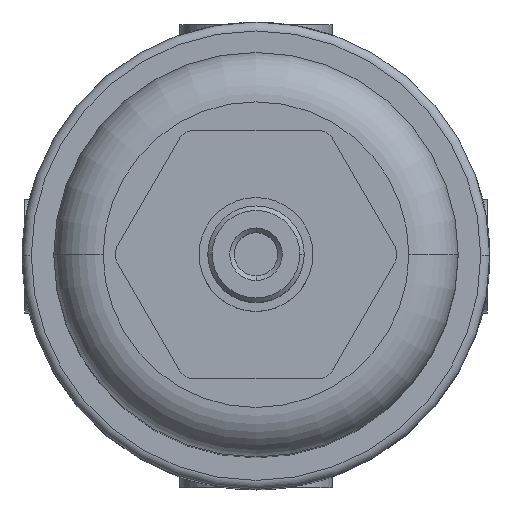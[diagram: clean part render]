
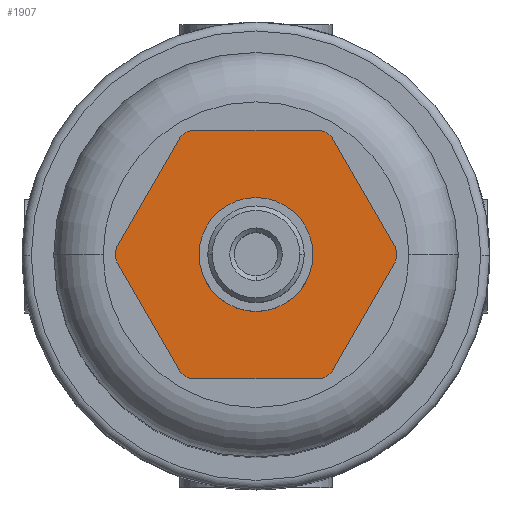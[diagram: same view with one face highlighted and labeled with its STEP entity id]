
A CAD part, top view. The second image highlights one B-rep face of the part: STEP entity #1907.
In plain terms, the highlighted planar face has unit normal (0, 0, 1).
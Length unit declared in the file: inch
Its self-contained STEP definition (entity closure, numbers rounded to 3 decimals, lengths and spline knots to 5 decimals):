
#222=CARTESIAN_POINT('',(0.,0.,5.468));
#223=DIRECTION('',(0.,0.,1.));
#224=DIRECTION('',(1.,0.,0.));
#225=AXIS2_PLACEMENT_3D('',#222,#223,#224);
#227=CARTESIAN_POINT('',(0.,0.,5.468));
#228=DIRECTION('',(0.,0.,-1.));
#229=DIRECTION('',(1.,0.,0.));
#230=AXIS2_PLACEMENT_3D('',#227,#228,#229);
#232=DIRECTION('',(1.,0.,0.));
#233=VECTOR('',#232,0.40992);
#234=CARTESIAN_POINT('',(-0.20496,0.415,5.468));
#235=LINE('',#234,#233);
#236=CARTESIAN_POINT('',(0.20496,0.355,5.468));
#237=DIRECTION('',(0.,0.,1.));
#238=DIRECTION('',(0.866,0.5,0.));
#239=AXIS2_PLACEMENT_3D('',#236,#237,#238);
#241=DIRECTION('',(0.5,-0.866,0.));
#242=VECTOR('',#241,0.40992);
#243=CARTESIAN_POINT('',(0.25692,0.385,5.468));
#244=LINE('',#243,#242);
#245=CARTESIAN_POINT('',(0.40992,0.,5.468));
#246=DIRECTION('',(0.,0.,1.));
#247=DIRECTION('',(0.866,-0.5,0.));
#248=AXIS2_PLACEMENT_3D('',#245,#246,#247);
#250=DIRECTION('',(-0.5,-0.866,0.));
#251=VECTOR('',#250,0.40992);
#252=CARTESIAN_POINT('',(0.46188,-0.03,5.468));
#253=LINE('',#252,#251);
#254=CARTESIAN_POINT('',(0.20496,-0.355,5.468));
#255=DIRECTION('',(0.,0.,1.));
#256=DIRECTION('',(0.,-1.,0.));
#257=AXIS2_PLACEMENT_3D('',#254,#255,#256);
#259=DIRECTION('',(-1.,0.,0.));
#260=VECTOR('',#259,0.40992);
#261=CARTESIAN_POINT('',(0.20496,-0.415,5.468));
#262=LINE('',#261,#260);
#263=CARTESIAN_POINT('',(-0.20496,-0.355,5.468));
#264=DIRECTION('',(0.,0.,1.));
#265=DIRECTION('',(-0.866,-0.5,0.));
#266=AXIS2_PLACEMENT_3D('',#263,#264,#265);
#268=DIRECTION('',(-0.5,0.866,0.));
#269=VECTOR('',#268,0.40992);
#270=CARTESIAN_POINT('',(-0.25692,-0.385,5.468));
#271=LINE('',#270,#269);
#272=CARTESIAN_POINT('',(-0.40992,0.,5.468));
#273=DIRECTION('',(0.,0.,1.));
#274=DIRECTION('',(-0.866,0.5,0.));
#275=AXIS2_PLACEMENT_3D('',#272,#273,#274);
#277=DIRECTION('',(0.5,0.866,0.));
#278=VECTOR('',#277,0.40992);
#279=CARTESIAN_POINT('',(-0.46188,0.03,5.468));
#280=LINE('',#279,#278);
#281=CARTESIAN_POINT('',(-0.20496,0.355,5.468));
#282=DIRECTION('',(0.,0.,1.));
#283=DIRECTION('',(0.,1.,0.));
#284=AXIS2_PLACEMENT_3D('',#281,#282,#283);
#1419=CARTESIAN_POINT('',(0.19,0.,5.468));
#1421=VERTEX_POINT('',#1419);
#1437=CARTESIAN_POINT('',(-0.19,0.,5.468));
#1439=VERTEX_POINT('',#1437);
#1482=CARTESIAN_POINT('',(-0.20496,0.415,5.468));
#1483=CARTESIAN_POINT('',(0.20496,0.415,5.468));
#1484=VERTEX_POINT('',#1482);
#1485=VERTEX_POINT('',#1483);
#1486=CARTESIAN_POINT('',(0.25692,0.385,5.468));
#1487=VERTEX_POINT('',#1486);
#1488=CARTESIAN_POINT('',(0.46188,0.03,5.468));
#1489=VERTEX_POINT('',#1488);
#1490=CARTESIAN_POINT('',(0.46188,-0.03,5.468));
#1491=VERTEX_POINT('',#1490);
#1492=CARTESIAN_POINT('',(0.25692,-0.385,5.468));
#1493=VERTEX_POINT('',#1492);
#1494=CARTESIAN_POINT('',(0.20496,-0.415,5.468));
#1495=VERTEX_POINT('',#1494);
#1496=CARTESIAN_POINT('',(-0.20496,-0.415,5.468));
#1497=VERTEX_POINT('',#1496);
#1498=CARTESIAN_POINT('',(-0.25692,-0.385,5.468));
#1499=VERTEX_POINT('',#1498);
#1500=CARTESIAN_POINT('',(-0.46188,-0.03,5.468));
#1501=VERTEX_POINT('',#1500);
#1502=CARTESIAN_POINT('',(-0.46188,0.03,5.468));
#1503=VERTEX_POINT('',#1502);
#1504=CARTESIAN_POINT('',(-0.25692,0.385,5.468));
#1505=VERTEX_POINT('',#1504);
#1872=CARTESIAN_POINT('',(0.,0.,5.468));
#1873=DIRECTION('',(0.,0.,1.));
#1874=DIRECTION('',(-1.,0.,0.));
#1875=AXIS2_PLACEMENT_3D('',#1872,#1873,#1874);
#1876=PLANE('',#1875);
#1878=ORIENTED_EDGE('',*,*,#1877,.T.);
#1880=ORIENTED_EDGE('',*,*,#1879,.F.);
#1882=ORIENTED_EDGE('',*,*,#1881,.T.);
#1884=ORIENTED_EDGE('',*,*,#1883,.F.);
#1886=ORIENTED_EDGE('',*,*,#1885,.T.);
#1888=ORIENTED_EDGE('',*,*,#1887,.F.);
#1890=ORIENTED_EDGE('',*,*,#1889,.T.);
#1892=ORIENTED_EDGE('',*,*,#1891,.F.);
#1894=ORIENTED_EDGE('',*,*,#1893,.T.);
#1896=ORIENTED_EDGE('',*,*,#1895,.F.);
#1898=ORIENTED_EDGE('',*,*,#1897,.T.);
#1900=ORIENTED_EDGE('',*,*,#1899,.F.);
#1901=EDGE_LOOP('',(#1878,#1880,#1882,#1884,#1886,#1888,#1890,#1892,#1894,#1896,
#1898,#1900));
#1902=FACE_OUTER_BOUND('',#1901,.F.);
#1903=ORIENTED_EDGE('',*,*,#1867,.T.);
#1904=ORIENTED_EDGE('',*,*,#1851,.F.);
#1905=EDGE_LOOP('',(#1903,#1904));
#1906=FACE_BOUND('',#1905,.F.);
#1907=ADVANCED_FACE('',(#1902,#1906),#1876,.T.);
#226=CIRCLE('',#225,0.19);
#231=CIRCLE('',#230,0.19);
#240=CIRCLE('',#239,0.06);
#249=CIRCLE('',#248,0.06);
#258=CIRCLE('',#257,0.06);
#267=CIRCLE('',#266,0.06);
#276=CIRCLE('',#275,0.06);
#285=CIRCLE('',#284,0.06);
#1851=EDGE_CURVE('',#1421,#1439,#231,.T.);
#1867=EDGE_CURVE('',#1421,#1439,#226,.T.);
#1877=EDGE_CURVE('',#1484,#1485,#235,.T.);
#1879=EDGE_CURVE('',#1487,#1485,#240,.T.);
#1881=EDGE_CURVE('',#1487,#1489,#244,.T.);
#1883=EDGE_CURVE('',#1491,#1489,#249,.T.);
#1885=EDGE_CURVE('',#1491,#1493,#253,.T.);
#1887=EDGE_CURVE('',#1495,#1493,#258,.T.);
#1889=EDGE_CURVE('',#1495,#1497,#262,.T.);
#1891=EDGE_CURVE('',#1499,#1497,#267,.T.);
#1893=EDGE_CURVE('',#1499,#1501,#271,.T.);
#1895=EDGE_CURVE('',#1503,#1501,#276,.T.);
#1897=EDGE_CURVE('',#1503,#1505,#280,.T.);
#1899=EDGE_CURVE('',#1484,#1505,#285,.T.);
